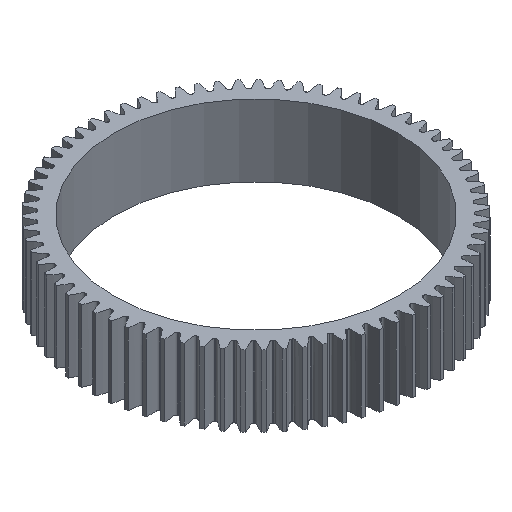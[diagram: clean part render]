
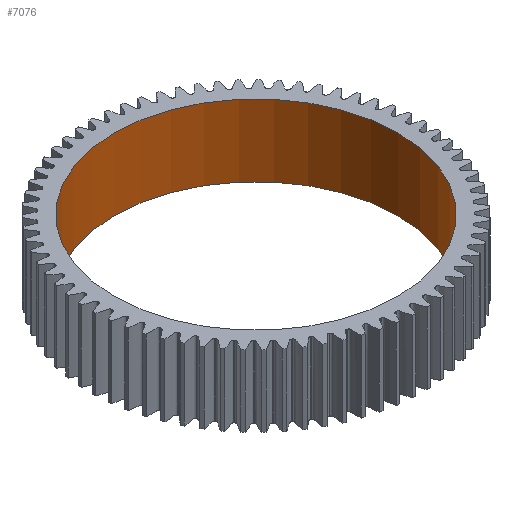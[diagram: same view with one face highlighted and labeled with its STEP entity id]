
A CAD part, isometric view. The second image highlights one B-rep face of the part: STEP entity #7076.
In plain terms, the highlighted cylindrical face has radius 21.75 mm (diameter 43.5 mm), a full revolution.
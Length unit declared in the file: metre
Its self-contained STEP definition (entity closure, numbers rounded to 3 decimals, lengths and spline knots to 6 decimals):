
#730=CIRCLE('',#7293,0.02175);
#732=CIRCLE('',#7296,0.02175);
#2866=ORIENTED_EDGE('',*,*,#3148,.F.);
#2867=ORIENTED_EDGE('',*,*,#3434,.F.);
#3148=EDGE_CURVE('',#4215,#4215,#730,.T.);
#3434=EDGE_CURVE('',#4431,#4431,#732,.T.);
#4215=VERTEX_POINT('',#9436);
#4431=VERTEX_POINT('',#11075);
#6284=EDGE_LOOP('',(#2866));
#6285=EDGE_LOOP('',(#2867));
#6645=FACE_BOUND('',#6284,.T.);
#6646=FACE_BOUND('',#6285,.T.);
#6718=CYLINDRICAL_SURFACE('',#7441,0.02175);
#7076=ADVANCED_FACE('',(#6645,#6646),#6718,.F.);
#7293=AXIS2_PLACEMENT_3D('',#9435,#8006,#8007);
#7296=AXIS2_PLACEMENT_3D('',#11074,#8154,#8155);
#7441=AXIS2_PLACEMENT_3D('',#17046,#8801,#8802);
#8006=DIRECTION('',(0.,0.,-1.));
#8007=DIRECTION('',(-1.,0.,0.));
#8154=DIRECTION('',(0.,0.,1.));
#8155=DIRECTION('',(-1.,0.,0.));
#8801=DIRECTION('',(0.,0.,1.));
#8802=DIRECTION('',(-1.,0.,0.));
#9435=CARTESIAN_POINT('',(0.,0.,0.0055));
#9436=CARTESIAN_POINT('',(-0.02175,0.,0.0055));
#11074=CARTESIAN_POINT('',(0.,0.,-0.0055));
#11075=CARTESIAN_POINT('',(-0.02175,0.,-0.0055));
#17046=CARTESIAN_POINT('',(0.,0.,-0.0055));
